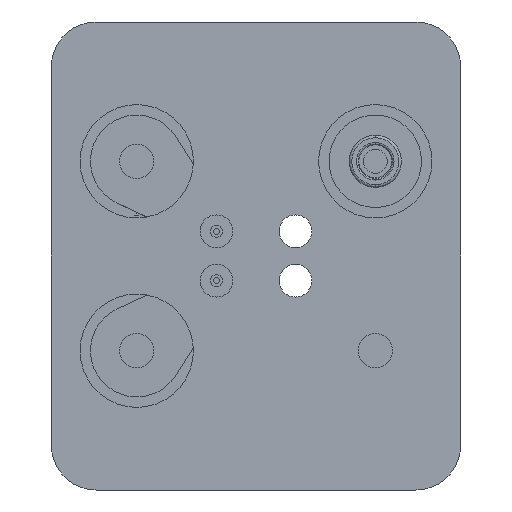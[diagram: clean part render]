
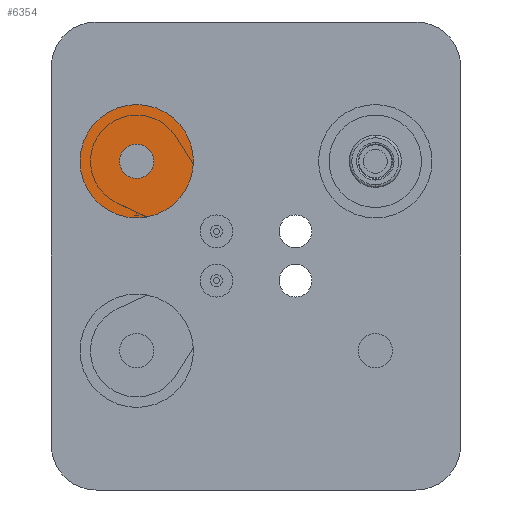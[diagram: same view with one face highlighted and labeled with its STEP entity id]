
A CAD part, left-side view. The second image highlights one B-rep face of the part: STEP entity #6354.
In plain terms, the highlighted planar face has unit normal (-1, 0, 0).
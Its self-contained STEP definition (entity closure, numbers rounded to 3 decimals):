
#1517 = CARTESIAN_POINT ( 'NONE',  ( -28.19, 7.995, 10.392 ) ) ;
#1548 = CARTESIAN_POINT ( 'NONE',  ( -28.19, 7.995, 14.193 ) ) ;
#2336 = AXIS2_PLACEMENT_3D ( 'NONE', #22363, #5738, #8107 ) ;
#2672 = AXIS2_PLACEMENT_3D ( 'NONE', #6368, #18359, #4320 ) ;
#2914 = DIRECTION ( 'NONE',  ( 0., 0., 1. ) ) ;
#4320 = DIRECTION ( 'NONE',  ( 0., 0., 1. ) ) ;
#5166 = DIRECTION ( 'NONE',  ( -1., 0., 0. ) ) ;
#5738 = DIRECTION ( 'NONE',  ( -1., 0., 0. ) ) ;
#5931 = PLANE ( 'NONE',  #10455 ) ;
#6354 = ADVANCED_FACE ( 'NONE', ( #29809, #25794 ), #5931, .F. ) ;
#6368 = CARTESIAN_POINT ( 'NONE',  ( -28.19, 7.995, 14.193 ) ) ;
#6689 = ORIENTED_EDGE ( 'NONE', *, *, #7968, .F. ) ;
#7968 = EDGE_CURVE ( 'NONE', #15717, #17958, #15859, .T. ) ;
#8107 = DIRECTION ( 'NONE',  ( 0., 0., 1. ) ) ;
#8647 = ORIENTED_EDGE ( 'NONE', *, *, #26765, .T. ) ;
#10455 = AXIS2_PLACEMENT_3D ( 'NONE', #25102, #29689, #13095 ) ;
#10957 = DIRECTION ( 'NONE',  ( -1., 0., 0. ) ) ;
#11009 = ORIENTED_EDGE ( 'NONE', *, *, #21876, .T. ) ;
#13095 = DIRECTION ( 'NONE',  ( 0., 0., 1. ) ) ;
#14639 = VERTEX_POINT ( 'NONE', #22447 ) ;
#15690 = DIRECTION ( 'NONE',  ( 0., 0., 1. ) ) ;
#15717 = VERTEX_POINT ( 'NONE', #16767 ) ;
#15859 = CIRCLE ( 'NONE', #28394, 1.15 ) ;
#16767 = CARTESIAN_POINT ( 'NONE',  ( -28.19, 7.995, 13.042 ) ) ;
#16774 = CARTESIAN_POINT ( 'NONE',  ( -28.19, 7.995, 15.343 ) ) ;
#16830 = CIRCLE ( 'NONE', #24854, 3.8 ) ;
#17659 = ORIENTED_EDGE ( 'NONE', *, *, #19929, .F. ) ;
#17958 = VERTEX_POINT ( 'NONE', #16774 ) ;
#18359 = DIRECTION ( 'NONE',  ( -1., 0., 0. ) ) ;
#19929 = EDGE_CURVE ( 'NONE', #17958, #15717, #24244, .T. ) ;
#21876 = EDGE_CURVE ( 'NONE', #14639, #25129, #16830, .T. ) ;
#22363 = CARTESIAN_POINT ( 'NONE',  ( -28.19, 7.995, 14.193 ) ) ;
#22447 = CARTESIAN_POINT ( 'NONE',  ( -28.19, 7.995, 17.993 ) ) ;
#23082 = CIRCLE ( 'NONE', #2336, 3.8 ) ;
#23951 = CARTESIAN_POINT ( 'NONE',  ( -28.19, 7.995, 14.193 ) ) ;
#24244 = CIRCLE ( 'NONE', #2672, 1.15 ) ;
#24854 = AXIS2_PLACEMENT_3D ( 'NONE', #23951, #5166, #2914 ) ;
#25102 = CARTESIAN_POINT ( 'NONE',  ( -28.19, 7.995, 14.193 ) ) ;
#25129 = VERTEX_POINT ( 'NONE', #1517 ) ;
#25794 = FACE_OUTER_BOUND ( 'NONE', #26285, .T. ) ;
#26285 = EDGE_LOOP ( 'NONE', ( #11009, #8647 ) ) ;
#26667 = EDGE_LOOP ( 'NONE', ( #17659, #6689 ) ) ;
#26765 = EDGE_CURVE ( 'NONE', #25129, #14639, #23082, .T. ) ;
#28394 = AXIS2_PLACEMENT_3D ( 'NONE', #1548, #10957, #15690 ) ;
#29689 = DIRECTION ( 'NONE',  ( 1., 0., 0. ) ) ;
#29809 = FACE_BOUND ( 'NONE', #26667, .T. ) ;
